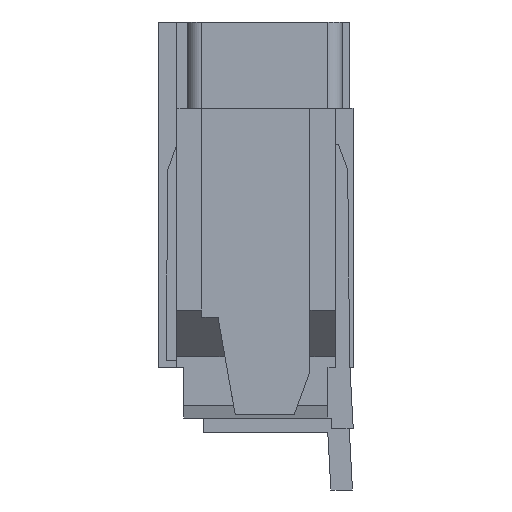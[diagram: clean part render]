
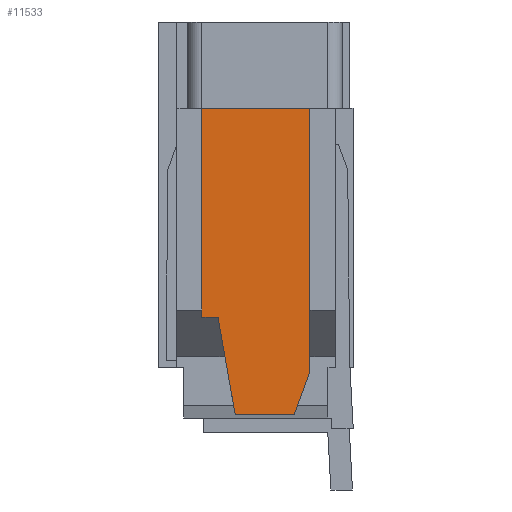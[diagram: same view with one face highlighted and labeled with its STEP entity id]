
A CAD part, left-side view. The second image highlights one B-rep face of the part: STEP entity #11533.
In plain terms, the highlighted planar face has unit normal (-1, 0, 0).
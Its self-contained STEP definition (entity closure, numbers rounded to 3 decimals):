
#1549=DIRECTION('',(0.,1.,0.));
#1550=VECTOR('',#1549,1.5);
#1551=CARTESIAN_POINT('',(-10.2,0.6,-1.2));
#1552=LINE('158466',#1551,#1550);
#1553=DIRECTION('',(0.,0.,1.));
#1554=VECTOR('',#1553,2.9);
#1555=CARTESIAN_POINT('',(-10.2,0.6,-4.1));
#1556=LINE('158465',#1555,#1554);
#1557=DIRECTION('',(0.,0.342,-0.94));
#1558=VECTOR('',#1557,0.639);
#1559=CARTESIAN_POINT('',(-10.2,0.6,-4.85));
#1560=LINE('157435',#1559,#1558);
#1561=DIRECTION('',(0.,0.174,0.985));
#1562=VECTOR('',#1561,1.371);
#1563=CARTESIAN_POINT('',(-10.2,1.639,-5.45));
#1564=LINE('158458',#1563,#1562);
#6318=DIRECTION('',(0.,0.,-1.));
#6319=VECTOR('',#6318,2.9);
#6320=CARTESIAN_POINT('',(-10.2,2.1,-1.2));
#6321=LINE('158455',#6320,#6319);
#6338=DIRECTION('',(0.,-1.,0.));
#6339=VECTOR('',#6338,0.223);
#6340=CARTESIAN_POINT('',(-10.2,2.1,-4.1));
#6341=LINE('158464',#6340,#6339);
#6402=DIRECTION('',(0.,-1.,0.));
#6403=VECTOR('',#6402,0.82);
#6404=CARTESIAN_POINT('',(-10.2,1.639,-5.45));
#6405=LINE('157439',#6404,#6403);
#6418=DIRECTION('',(0.,0.,1.));
#6419=VECTOR('',#6418,0.75);
#6420=CARTESIAN_POINT('',(-10.2,0.6,-4.85));
#6421=LINE('157734',#6420,#6419);
#9284=CARTESIAN_POINT('',(-10.2,0.6,-4.85));
#9285=CARTESIAN_POINT('',(-10.2,0.819,-5.45));
#9286=VERTEX_POINT('',#9284);
#9287=VERTEX_POINT('',#9285);
#9288=CARTESIAN_POINT('',(-10.2,1.639,-5.45));
#9289=VERTEX_POINT('',#9288);
#9546=CARTESIAN_POINT('',(-10.2,0.6,-4.1));
#9547=VERTEX_POINT('',#9546);
#9615=CARTESIAN_POINT('',(-10.2,2.1,-1.2));
#9616=CARTESIAN_POINT('',(-10.2,2.1,-4.1));
#9617=VERTEX_POINT('',#9615);
#9618=VERTEX_POINT('',#9616);
#9619=CARTESIAN_POINT('',(-10.2,1.877,-4.1));
#9621=VERTEX_POINT('',#9619);
#9625=CARTESIAN_POINT('',(-10.2,0.6,-1.2));
#9626=VERTEX_POINT('',#9625);
#11511=CARTESIAN_POINT('',(-10.2,1.3,-3.325));
#11512=DIRECTION('',(1.,0.,0.));
#11513=DIRECTION('',(0.,0.,-1.));
#11514=AXIS2_PLACEMENT_3D('',#11511,#11512,#11513);
#11515=PLANE('157311',#11514);
#11516=ORIENTED_EDGE('158466',*,*,#11421,.F.);
#11518=ORIENTED_EDGE('158465',*,*,#11517,.F.);
#11520=ORIENTED_EDGE('157734',*,*,#11519,.F.);
#11522=ORIENTED_EDGE('157435',*,*,#11521,.T.);
#11524=ORIENTED_EDGE('157439',*,*,#11523,.F.);
#11526=ORIENTED_EDGE('158458',*,*,#11525,.T.);
#11528=ORIENTED_EDGE('158464',*,*,#11527,.F.);
#11530=ORIENTED_EDGE('158455',*,*,#11529,.F.);
#11531=EDGE_LOOP('157311',(#11516,#11518,#11520,#11522,#11524,#11526,#11528,
#11530));
#11532=FACE_OUTER_BOUND('157311',#11531,.F.);
#11533=ADVANCED_FACE('157311',(#11532),#11515,.F.);
#11421=EDGE_CURVE('158466',#9626,#9617,#1552,.T.);
#11517=EDGE_CURVE('158465',#9547,#9626,#1556,.T.);
#11519=EDGE_CURVE('157734',#9286,#9547,#6421,.T.);
#11521=EDGE_CURVE('157435',#9286,#9287,#1560,.T.);
#11523=EDGE_CURVE('157439',#9289,#9287,#6405,.T.);
#11525=EDGE_CURVE('158458',#9289,#9621,#1564,.T.);
#11527=EDGE_CURVE('158464',#9618,#9621,#6341,.T.);
#11529=EDGE_CURVE('158455',#9617,#9618,#6321,.T.);
